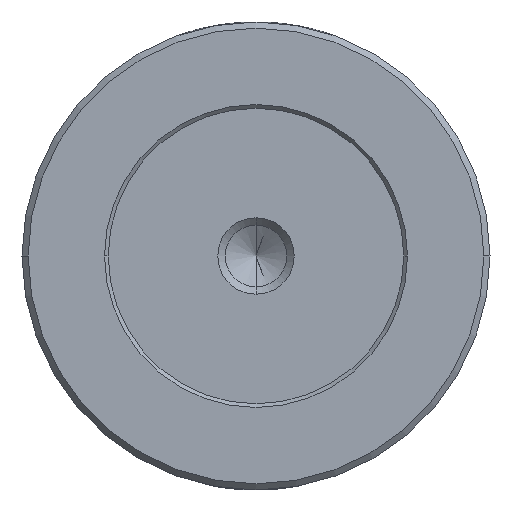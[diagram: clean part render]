
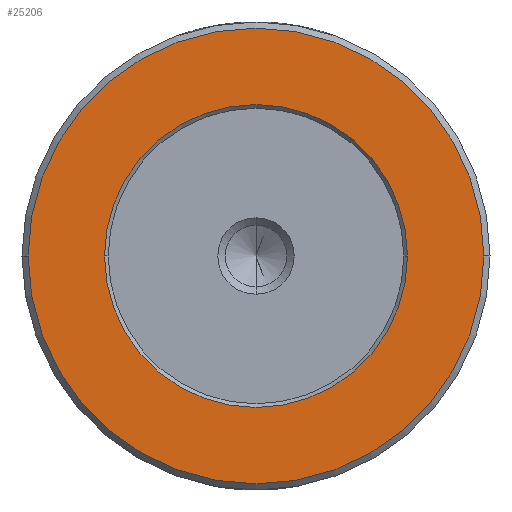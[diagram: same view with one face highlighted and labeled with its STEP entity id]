
A CAD part, left-side view. The second image highlights one B-rep face of the part: STEP entity #25206.
In plain terms, the highlighted planar face has unit normal (-1, 0, 0).
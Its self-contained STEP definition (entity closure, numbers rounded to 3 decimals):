
#2021 = AXIS2_PLACEMENT_3D ( 'NONE', #24104, #35737, #3709 ) ;
#2399 = DIRECTION ( 'NONE',  ( 0., -1., 0. ) ) ;
#3709 = DIRECTION ( 'NONE',  ( 0., -1., 0. ) ) ;
#5113 = EDGE_CURVE ( 'NONE', #7793, #11498, #37241, .T. ) ;
#7789 = EDGE_CURVE ( 'NONE', #19338, #13047, #14301, .T. ) ;
#7793 = VERTEX_POINT ( 'NONE', #36345 ) ;
#8653 = EDGE_LOOP ( 'NONE', ( #30349, #28070 ) ) ;
#9439 = AXIS2_PLACEMENT_3D ( 'NONE', #18780, #24708, #27576 ) ;
#10716 = EDGE_LOOP ( 'NONE', ( #26359, #28007 ) ) ;
#11498 = VERTEX_POINT ( 'NONE', #12216 ) ;
#12216 = CARTESIAN_POINT ( 'NONE',  ( 0., -12.3, 0. ) ) ;
#13047 = VERTEX_POINT ( 'NONE', #18644 ) ;
#13663 = DIRECTION ( 'NONE',  ( -1., 0., 0. ) ) ;
#14301 = CIRCLE ( 'NONE', #9439, 18.5 ) ;
#14672 = CARTESIAN_POINT ( 'NONE',  ( 0., -18.5, 0. ) ) ;
#14676 = EDGE_CURVE ( 'NONE', #11498, #7793, #32445, .T. ) ;
#14921 = CARTESIAN_POINT ( 'NONE',  ( 0., 0., 0. ) ) ;
#16514 = CARTESIAN_POINT ( 'NONE',  ( 0., 0., 0. ) ) ;
#18644 = CARTESIAN_POINT ( 'NONE',  ( 0., 18.5, 0. ) ) ;
#18780 = CARTESIAN_POINT ( 'NONE',  ( 0., 0., 0. ) ) ;
#19338 = VERTEX_POINT ( 'NONE', #14672 ) ;
#22007 = AXIS2_PLACEMENT_3D ( 'NONE', #14921, #23107, #32065 ) ;
#22470 = CIRCLE ( 'NONE', #27355, 18.5 ) ;
#23107 = DIRECTION ( 'NONE',  ( 1., 0., 0. ) ) ;
#24104 = CARTESIAN_POINT ( 'NONE',  ( 0., 0., 0. ) ) ;
#24708 = DIRECTION ( 'NONE',  ( -1., 0., 0. ) ) ;
#25206 = ADVANCED_FACE ( 'NONE', ( #27379, #27185 ), #27946, .T. ) ;
#26359 = ORIENTED_EDGE ( 'NONE', *, *, #14676, .T. ) ;
#27185 = FACE_OUTER_BOUND ( 'NONE', #8653, .T. ) ;
#27355 = AXIS2_PLACEMENT_3D ( 'NONE', #16514, #13663, #2399 ) ;
#27379 = FACE_BOUND ( 'NONE', #10716, .T. ) ;
#27576 = DIRECTION ( 'NONE',  ( 0., -1., 0. ) ) ;
#27946 = PLANE ( 'NONE',  #35040 ) ;
#28007 = ORIENTED_EDGE ( 'NONE', *, *, #5113, .T. ) ;
#28070 = ORIENTED_EDGE ( 'NONE', *, *, #7789, .T. ) ;
#30349 = ORIENTED_EDGE ( 'NONE', *, *, #35616, .T. ) ;
#30610 = DIRECTION ( 'NONE',  ( 0., 1., 0. ) ) ;
#32065 = DIRECTION ( 'NONE',  ( 0., -1., 0. ) ) ;
#32445 = CIRCLE ( 'NONE', #2021, 12.3 ) ;
#33840 = CARTESIAN_POINT ( 'NONE',  ( 0., 0., 0. ) ) ;
#35040 = AXIS2_PLACEMENT_3D ( 'NONE', #33840, #36710, #30610 ) ;
#35616 = EDGE_CURVE ( 'NONE', #13047, #19338, #22470, .T. ) ;
#35737 = DIRECTION ( 'NONE',  ( 1., 0., 0. ) ) ;
#36345 = CARTESIAN_POINT ( 'NONE',  ( 0., 12.3, 0. ) ) ;
#36710 = DIRECTION ( 'NONE',  ( -1., 0., 0. ) ) ;
#37241 = CIRCLE ( 'NONE', #22007, 12.3 ) ;
